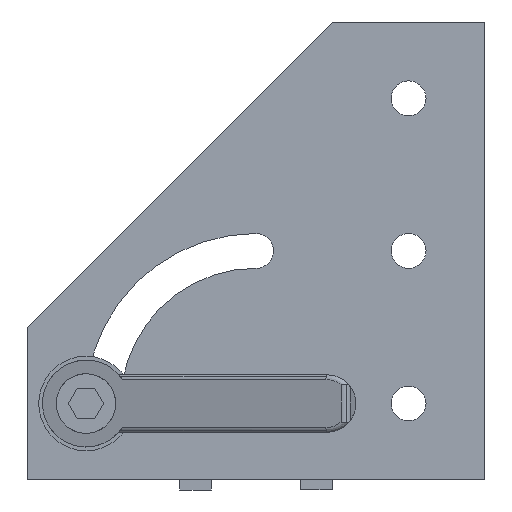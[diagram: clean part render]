
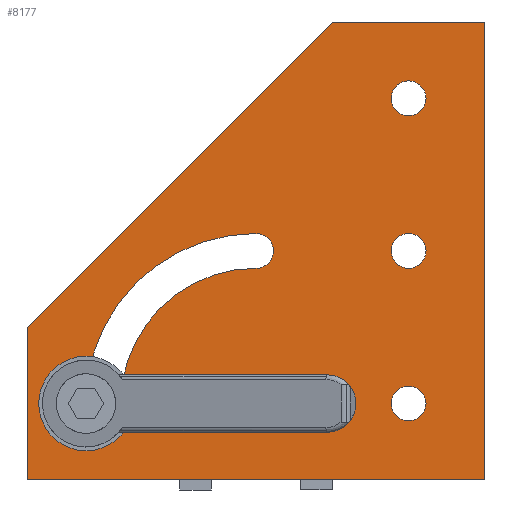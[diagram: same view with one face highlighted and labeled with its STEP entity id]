
A CAD part, left-side view. The second image highlights one B-rep face of the part: STEP entity #8177.
In plain terms, the highlighted planar face has unit normal (-1, 0, 0).
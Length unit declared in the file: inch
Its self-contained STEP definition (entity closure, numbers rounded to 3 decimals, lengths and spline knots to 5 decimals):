
#7416=CARTESIAN_POINT('',(-0.999,-1.5,3.579));
#7417=VERTEX_POINT('',#7416);
#7433=CARTESIAN_POINT('',(-0.999,-1.5,3.921));
#7434=VERTEX_POINT('',#7433);
#7441=CARTESIAN_POINT('',(-0.999,-1.5,3.75));
#7442=DIRECTION('',(1.0,0.0,0.0));
#7443=DIRECTION('',(0.0,0.0,-1.0));
#7444=AXIS2_PLACEMENT_3D('',#7441,#7442,#7443);
#7445=CIRCLE('',#7444,0.171);
#7446=EDGE_CURVE('',#7417,#7434,#7445,.T.);
#7458=CARTESIAN_POINT('',(-0.999,-1.5,2.079));
#7459=VERTEX_POINT('',#7458);
#7475=CARTESIAN_POINT('',(-0.999,-1.5,2.421));
#7476=VERTEX_POINT('',#7475);
#7483=CARTESIAN_POINT('',(-0.999,-1.5,2.25));
#7484=DIRECTION('',(1.0,0.0,0.0));
#7485=DIRECTION('',(0.0,0.0,-1.0));
#7486=AXIS2_PLACEMENT_3D('',#7483,#7484,#7485);
#7487=CIRCLE('',#7486,0.171);
#7488=EDGE_CURVE('',#7459,#7476,#7487,.T.);
#7500=CARTESIAN_POINT('',(-0.999,-1.5,0.579));
#7501=VERTEX_POINT('',#7500);
#7517=CARTESIAN_POINT('',(-0.999,-1.5,0.921));
#7518=VERTEX_POINT('',#7517);
#7525=CARTESIAN_POINT('',(-0.999,-1.5,0.75));
#7526=DIRECTION('',(1.0,0.0,0.0));
#7527=DIRECTION('',(0.0,0.0,-1.0));
#7528=AXIS2_PLACEMENT_3D('',#7525,#7526,#7527);
#7529=CIRCLE('',#7528,0.171);
#7530=EDGE_CURVE('',#7501,#7518,#7529,.T.);
#7542=CARTESIAN_POINT('',(-0.999,1.5,0.579));
#7543=VERTEX_POINT('',#7542);
#7559=CARTESIAN_POINT('',(-0.999,1.671,0.75));
#7560=VERTEX_POINT('',#7559);
#7567=CARTESIAN_POINT('',(-0.999,1.5,0.75));
#7568=DIRECTION('',(1.0,0.0,0.0));
#7569=DIRECTION('',(0.0,0.0,-1.0));
#7570=AXIS2_PLACEMENT_3D('',#7567,#7568,#7569);
#7571=CIRCLE('',#7570,0.171);
#7572=EDGE_CURVE('',#7543,#7560,#7571,.T.);
#7584=CARTESIAN_POINT('',(-0.999,1.18158,1.93158));
#7585=VERTEX_POINT('',#7584);
#7601=CARTESIAN_POINT('',(-0.999,0.,2.421));
#7602=VERTEX_POINT('',#7601);
#7609=CARTESIAN_POINT('',(-0.999,0.,0.75));
#7610=DIRECTION('',(1.0,0.,0.));
#7611=DIRECTION('',(0.,0.707,0.707));
#7612=AXIS2_PLACEMENT_3D('',#7609,#7610,#7611);
#7613=CIRCLE('',#7612,1.671);
#7614=EDGE_CURVE('',#7585,#7602,#7613,.T.);
#7626=CARTESIAN_POINT('',(-0.999,-0.171,2.25));
#7627=VERTEX_POINT('',#7626);
#7643=CARTESIAN_POINT('',(-0.999,0.,2.079));
#7644=VERTEX_POINT('',#7643);
#7651=CARTESIAN_POINT('',(-0.999,0.,2.25));
#7652=DIRECTION('',(1.0,0.0,0.0));
#7653=DIRECTION('',(0.0,-1.0,0.0));
#7654=AXIS2_PLACEMENT_3D('',#7651,#7652,#7653);
#7655=CIRCLE('',#7654,0.171);
#7656=EDGE_CURVE('',#7627,#7644,#7655,.T.);
#7668=CARTESIAN_POINT('',(-0.999,0.93974,1.68974));
#7669=VERTEX_POINT('',#7668);
#7685=CARTESIAN_POINT('',(-0.999,1.329,0.75));
#7686=VERTEX_POINT('',#7685);
#7693=CARTESIAN_POINT('',(-0.999,0.,0.75));
#7694=DIRECTION('',(-1.0,0.,0.));
#7695=DIRECTION('',(0.,0.707,0.707));
#7696=AXIS2_PLACEMENT_3D('',#7693,#7694,#7695);
#7697=CIRCLE('',#7696,1.329);
#7698=EDGE_CURVE('',#7669,#7686,#7697,.T.);
#7710=CARTESIAN_POINT('',(-0.999,0.,0.5));
#7711=VERTEX_POINT('',#7710);
#7727=CARTESIAN_POINT('',(-0.999,0.,1.0));
#7728=VERTEX_POINT('',#7727);
#7735=CARTESIAN_POINT('',(-0.999,0.,0.75));
#7736=DIRECTION('',(1.0,0.0,0.0));
#7737=DIRECTION('',(0.0,0.0,-1.0));
#7738=AXIS2_PLACEMENT_3D('',#7735,#7736,#7737);
#7739=CIRCLE('',#7738,0.25);
#7740=EDGE_CURVE('',#7711,#7728,#7739,.T.);
#7751=CARTESIAN_POINT('',(-0.999,0.,0.75));
#7752=DIRECTION('',(1.0,0.0,0.0));
#7753=DIRECTION('',(0.0,0.0,-1.0));
#7754=AXIS2_PLACEMENT_3D('',#7751,#7752,#7753);
#7755=CIRCLE('',#7754,0.25);
#7756=EDGE_CURVE('',#7728,#7711,#7755,.T.);
#7775=CARTESIAN_POINT('',(-0.999,0.,0.75));
#7776=DIRECTION('',(-1.0,0.,0.));
#7777=DIRECTION('',(0.,0.707,0.707));
#7778=AXIS2_PLACEMENT_3D('',#7775,#7776,#7777);
#7779=CIRCLE('',#7778,1.329);
#7780=EDGE_CURVE('',#7644,#7669,#7779,.T.);
#7799=CARTESIAN_POINT('',(-0.999,0.,2.25));
#7800=DIRECTION('',(1.0,0.0,0.0));
#7801=DIRECTION('',(0.0,-1.0,0.0));
#7802=AXIS2_PLACEMENT_3D('',#7799,#7800,#7801);
#7803=CIRCLE('',#7802,0.171);
#7804=EDGE_CURVE('',#7602,#7627,#7803,.T.);
#7823=CARTESIAN_POINT('',(-0.999,0.,0.75));
#7824=DIRECTION('',(1.0,0.,0.));
#7825=DIRECTION('',(0.,0.707,0.707));
#7826=AXIS2_PLACEMENT_3D('',#7823,#7824,#7825);
#7827=CIRCLE('',#7826,1.671);
#7828=EDGE_CURVE('',#7560,#7585,#7827,.T.);
#7847=CARTESIAN_POINT('',(-0.999,1.5,0.75));
#7848=DIRECTION('',(1.0,0.0,0.0));
#7849=DIRECTION('',(0.0,0.0,-1.0));
#7850=AXIS2_PLACEMENT_3D('',#7847,#7848,#7849);
#7851=CIRCLE('',#7850,0.171);
#7852=EDGE_CURVE('',#7686,#7543,#7851,.T.);
#7871=CARTESIAN_POINT('',(-0.999,-1.5,0.75));
#7872=DIRECTION('',(1.0,0.0,0.0));
#7873=DIRECTION('',(0.0,0.0,-1.0));
#7874=AXIS2_PLACEMENT_3D('',#7871,#7872,#7873);
#7875=CIRCLE('',#7874,0.171);
#7876=EDGE_CURVE('',#7518,#7501,#7875,.T.);
#7895=CARTESIAN_POINT('',(-0.999,-1.5,2.25));
#7896=DIRECTION('',(1.0,0.0,0.0));
#7897=DIRECTION('',(0.0,0.0,-1.0));
#7898=AXIS2_PLACEMENT_3D('',#7895,#7896,#7897);
#7899=CIRCLE('',#7898,0.171);
#7900=EDGE_CURVE('',#7476,#7459,#7899,.T.);
#7919=CARTESIAN_POINT('',(-0.999,-1.5,3.75));
#7920=DIRECTION('',(1.0,0.0,0.0));
#7921=DIRECTION('',(0.0,0.0,-1.0));
#7922=AXIS2_PLACEMENT_3D('',#7919,#7920,#7921);
#7923=CIRCLE('',#7922,0.171);
#7924=EDGE_CURVE('',#7434,#7417,#7923,.T.);
#7942=CARTESIAN_POINT('',(-0.999,2.25,1.5));
#7943=VERTEX_POINT('',#7942);
#7944=CARTESIAN_POINT('',(-0.999,-0.75,4.5));
#7945=VERTEX_POINT('',#7944);
#7946=CARTESIAN_POINT('',(-0.999,2.25,1.5));
#7947=DIRECTION('',(0.0,-0.707,0.707));
#7948=VECTOR('',#7947,4.24264);
#7949=LINE('',#7946,#7948);
#7950=EDGE_CURVE('',#7943,#7945,#7949,.T.);
#7991=CARTESIAN_POINT('',(-0.999,2.25,0.));
#7992=VERTEX_POINT('',#7991);
#7999=CARTESIAN_POINT('',(-0.999,2.25,1.5));
#8000=DIRECTION('',(0.0,0.0,-1.0));
#8001=VECTOR('',#8000,1.5);
#8002=LINE('',#7999,#8001);
#8003=EDGE_CURVE('',#7943,#7992,#8002,.T.);
#8120=CARTESIAN_POINT('',(-0.999,2.25,4.5));
#8121=DIRECTION('',(-1.0,0.0,0.0));
#8122=DIRECTION('',(0.0,0.0,1.0));
#8123=AXIS2_PLACEMENT_3D('',#8120,#8121,#8122);
#8124=PLANE('',#8123);
#8125=ORIENTED_EDGE('',*,*,#7950,.F.);
#8126=ORIENTED_EDGE('',*,*,#8003,.T.);
#8127=CARTESIAN_POINT('',(-0.999,-2.25,0.0));
#8128=VERTEX_POINT('',#8127);
#8129=CARTESIAN_POINT('',(-0.999,2.25,0.));
#8130=DIRECTION('',(0.0,-1.0,0.0));
#8131=VECTOR('',#8130,4.5);
#8132=LINE('',#8129,#8131);
#8133=EDGE_CURVE('',#7992,#8128,#8132,.T.);
#8134=ORIENTED_EDGE('',*,*,#8133,.T.);
#8135=CARTESIAN_POINT('',(-0.999,-2.25,4.5));
#8136=VERTEX_POINT('',#8135);
#8137=CARTESIAN_POINT('',(-0.999,-2.25,4.5));
#8138=DIRECTION('',(0.0,0.0,-1.0));
#8139=VECTOR('',#8138,4.5);
#8140=LINE('',#8137,#8139);
#8141=EDGE_CURVE('',#8136,#8128,#8140,.T.);
#8142=ORIENTED_EDGE('',*,*,#8141,.F.);
#8143=CARTESIAN_POINT('',(-0.999,-2.25,4.5));
#8144=DIRECTION('',(0.0,1.0,0.0));
#8145=VECTOR('',#8144,1.5);
#8146=LINE('',#8143,#8145);
#8147=EDGE_CURVE('',#8136,#7945,#8146,.T.);
#8148=ORIENTED_EDGE('',*,*,#8147,.T.);
#8149=EDGE_LOOP('',(#8125,#8126,#8134,#8142,#8148));
#8150=FACE_OUTER_BOUND('',#8149,.T.);
#8151=ORIENTED_EDGE('',*,*,#7740,.T.);
#8152=ORIENTED_EDGE('',*,*,#7756,.T.);
#8153=EDGE_LOOP('',(#8151,#8152));
#8154=FACE_BOUND('',#8153,.T.);
#8155=ORIENTED_EDGE('',*,*,#7780,.T.);
#8156=ORIENTED_EDGE('',*,*,#7698,.T.);
#8157=ORIENTED_EDGE('',*,*,#7852,.T.);
#8158=ORIENTED_EDGE('',*,*,#7572,.T.);
#8159=ORIENTED_EDGE('',*,*,#7828,.T.);
#8160=ORIENTED_EDGE('',*,*,#7614,.T.);
#8161=ORIENTED_EDGE('',*,*,#7804,.T.);
#8162=ORIENTED_EDGE('',*,*,#7656,.T.);
#8163=EDGE_LOOP('',(#8155,#8156,#8157,#8158,#8159,#8160,#8161,#8162));
#8164=FACE_BOUND('',#8163,.T.);
#8165=ORIENTED_EDGE('',*,*,#7530,.T.);
#8166=ORIENTED_EDGE('',*,*,#7876,.T.);
#8167=EDGE_LOOP('',(#8165,#8166));
#8168=FACE_BOUND('',#8167,.T.);
#8169=ORIENTED_EDGE('',*,*,#7488,.T.);
#8170=ORIENTED_EDGE('',*,*,#7900,.T.);
#8171=EDGE_LOOP('',(#8169,#8170));
#8172=FACE_BOUND('',#8171,.T.);
#8173=ORIENTED_EDGE('',*,*,#7446,.T.);
#8174=ORIENTED_EDGE('',*,*,#7924,.T.);
#8175=EDGE_LOOP('',(#8173,#8174));
#8176=FACE_BOUND('',#8175,.T.);
#8177=ADVANCED_FACE('',(#8150,#8154,#8164,#8168,#8172,#8176),#8124,.T.);
